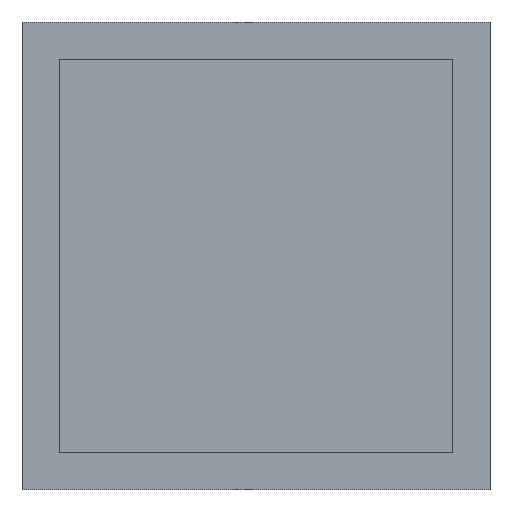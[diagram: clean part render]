
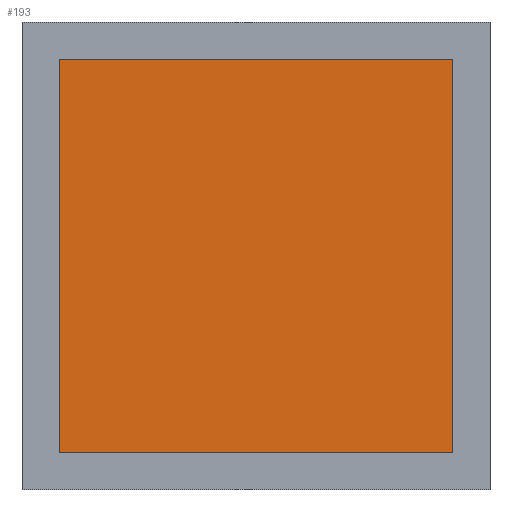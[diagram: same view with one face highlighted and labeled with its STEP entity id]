
A CAD part, left-side view. The second image highlights one B-rep face of the part: STEP entity #193.
In plain terms, the highlighted planar face has unit normal (-1, 0, 0).
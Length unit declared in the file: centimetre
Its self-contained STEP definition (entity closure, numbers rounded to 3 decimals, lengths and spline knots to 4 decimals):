
#193=ADVANCED_FACE($,(#280),#1115,.T.);
#280=FACE_OUTER_BOUND($,#367,.T.);
#367=EDGE_LOOP($,(#723,#724,#725,#726));
#723=ORIENTED_EDGE($,*,*,#944,.F.);
#724=ORIENTED_EDGE($,*,*,#947,.F.);
#725=ORIENTED_EDGE($,*,*,#949,.F.);
#726=ORIENTED_EDGE($,*,*,#950,.T.);
#944=EDGE_CURVE($,#1063,#1064,#1281,.T.);
#947=EDGE_CURVE($,#1065,#1063,#1284,.T.);
#949=EDGE_CURVE($,#1066,#1065,#1286,.T.);
#950=EDGE_CURVE($,#1066,#1064,#1287,.T.);
#1063=VERTEX_POINT($,#2410);
#1064=VERTEX_POINT($,#2411);
#1065=VERTEX_POINT($,#2412);
#1066=VERTEX_POINT($,#2413);
#1115=PLANE($,#1424);
#1281=B_SPLINE_CURVE_WITH_KNOTS($,1,(#2386,#2387),.UNSPECIFIED.,.F.,.F.,
(2,2),(-450.,450.),.UNSPECIFIED.);
#1284=B_SPLINE_CURVE_WITH_KNOTS($,1,(#2392,#2393),.UNSPECIFIED.,.F.,.F.,
(2,2),(-450.,450.),.UNSPECIFIED.);
#1286=B_SPLINE_CURVE_WITH_KNOTS($,1,(#2396,#2397),.UNSPECIFIED.,.F.,.F.,
(2,2),(-450.,450.),.UNSPECIFIED.);
#1287=B_SPLINE_CURVE_WITH_KNOTS($,1,(#2398,#2399),.UNSPECIFIED.,.F.,.F.,
(2,2),(-450.,450.),.UNSPECIFIED.);
#1424=AXIS2_PLACEMENT_3D($,#2404,#1478,$);
#1478=DIRECTION($,(-1.,0.,0.));
#2386=CARTESIAN_POINT($,(0.1,-45.,-45.));
#2387=CARTESIAN_POINT($,(0.1,45.,-45.));
#2392=CARTESIAN_POINT($,(0.1,-45.,45.));
#2393=CARTESIAN_POINT($,(0.1,-45.,-45.));
#2396=CARTESIAN_POINT($,(0.1,45.,45.));
#2397=CARTESIAN_POINT($,(0.1,-45.,45.));
#2398=CARTESIAN_POINT($,(0.1,45.,45.));
#2399=CARTESIAN_POINT($,(0.1,45.,-45.));
#2404=CARTESIAN_POINT($,(0.1,45.,-45.));
#2410=CARTESIAN_POINT($,(0.1,-45.,-45.));
#2411=CARTESIAN_POINT($,(0.1,45.,-45.));
#2412=CARTESIAN_POINT($,(0.1,-45.,45.));
#2413=CARTESIAN_POINT($,(0.1,45.,45.));
